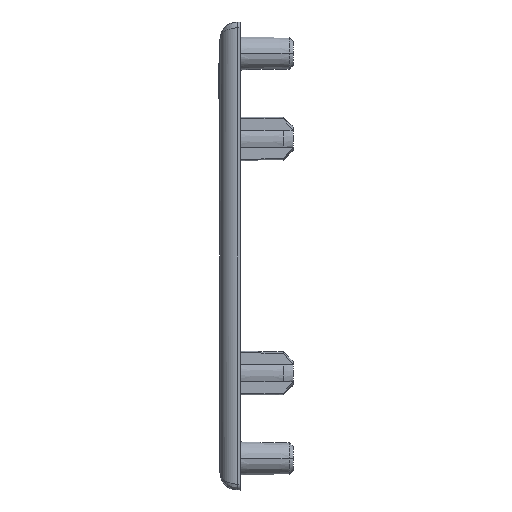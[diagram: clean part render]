
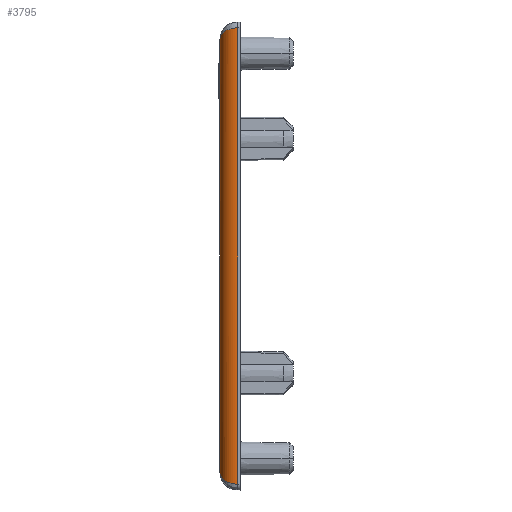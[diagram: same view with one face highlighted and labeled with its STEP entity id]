
A CAD part, left-side view. The second image highlights one B-rep face of the part: STEP entity #3795.
In plain terms, the highlighted cylindrical face has radius 3 mm (diameter 6 mm), a partial arc.
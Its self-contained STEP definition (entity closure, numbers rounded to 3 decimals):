
#1556=CARTESIAN_POINT('',(-39.9,0.5,
38.9));
#1557=CARTESIAN_POINT('',(-39.9,0.698,
38.9));
#1558=CARTESIAN_POINT('',(-39.861,1.099,38.874));
#1559=CARTESIAN_POINT('',(-39.677,1.692,38.751));
#1560=CARTESIAN_POINT('',(-39.364,2.253,38.543));
#1561=CARTESIAN_POINT('',(-38.914,2.759,38.242));
#1562=CARTESIAN_POINT('',(-38.336,3.168,37.857));
#1563=CARTESIAN_POINT('',(-37.637,3.44,37.391));
#1564=CARTESIAN_POINT('',(-37.148,3.5,37.066));
#1565=CARTESIAN_POINT('',(-36.9,3.5,36.9));
#1570=DIRECTION('',(0.,0.,-1.));
#1571=VECTOR('',#1570,73.8);
#1572=CARTESIAN_POINT('',(-36.9,3.5,36.9));
#1573=LINE('',#1572,#1571);
#1676=DIRECTION('',(0.,0.,-1.));
#1677=VECTOR('',#1676,77.8);
#1678=CARTESIAN_POINT('',(-39.9,0.5,
38.9));
#1679=LINE('',#1678,#1677);
#1730=CARTESIAN_POINT('',(-36.9,3.5,-36.9));
#1731=CARTESIAN_POINT('',(-37.148,3.5,
-37.066));
#1732=CARTESIAN_POINT('',(-37.637,3.44,
-37.391));
#1733=CARTESIAN_POINT('',(-38.336,3.168,
-37.857));
#1734=CARTESIAN_POINT('',(-38.913,2.759,
-38.242));
#1735=CARTESIAN_POINT('',(-39.364,2.253,
-38.542));
#1736=CARTESIAN_POINT('',(-39.676,1.693,
-38.751));
#1737=CARTESIAN_POINT('',(-39.861,1.1,
-38.874));
#1738=CARTESIAN_POINT('',(-39.9,0.698,
-38.9));
#1739=CARTESIAN_POINT('',(-39.9,0.5,
-38.9));
#2714=CARTESIAN_POINT('',(-36.9,3.5,36.9));
#2715=CARTESIAN_POINT('',(-36.9,3.5,-36.9));
#2716=VERTEX_POINT('',#2714);
#2717=VERTEX_POINT('',#2715);
#2728=VERTEX_POINT('',#1739);
#2729=VERTEX_POINT('',#1556);
#3782=CARTESIAN_POINT('',(-36.9,0.5,40.162));
#3783=DIRECTION('',(0.,0.,-1.));
#3784=DIRECTION('',(-1.,0.,0.));
#3785=AXIS2_PLACEMENT_3D('',#3782,#3783,#3784);
#3786=CYLINDRICAL_SURFACE('',#3785,3.);
#3787=ORIENTED_EDGE('',*,*,#3738,.F.);
#3788=ORIENTED_EDGE('',*,*,#3713,.F.);
#3790=ORIENTED_EDGE('',*,*,#3789,.T.);
#3792=ORIENTED_EDGE('',*,*,#3791,.F.);
#3793=EDGE_LOOP('',(#3787,#3788,#3790,#3792));
#3794=FACE_OUTER_BOUND('',#3793,.F.);
#1566=B_SPLINE_CURVE_WITH_KNOTS('',3,(#1556,#1557,#1558,#1559,#1560,#1561,#1562,
#1563,#1564,#1565),.UNSPECIFIED.,.F.,.F.,(4,1,1,1,1,1,1,4),(0.,
0.143,0.286,0.429,0.571,
0.714,0.857,1.),.UNSPECIFIED.);
#1740=B_SPLINE_CURVE_WITH_KNOTS('',3,(#1730,#1731,#1732,#1733,#1734,#1735,#1736,
#1737,#1738,#1739),.UNSPECIFIED.,.F.,.F.,(4,1,1,1,1,1,1,4),(0.,
0.143,0.286,0.429,0.571,
0.714,0.857,1.),.UNSPECIFIED.);
#3713=EDGE_CURVE('',#2729,#2716,#1566,.T.);
#3738=EDGE_CURVE('',#2716,#2717,#1573,.T.);
#3789=EDGE_CURVE('',#2729,#2728,#1679,.T.);
#3791=EDGE_CURVE('',#2717,#2728,#1740,.T.);
#3795=ADVANCED_FACE('',(#3794),#3786,.T.);
